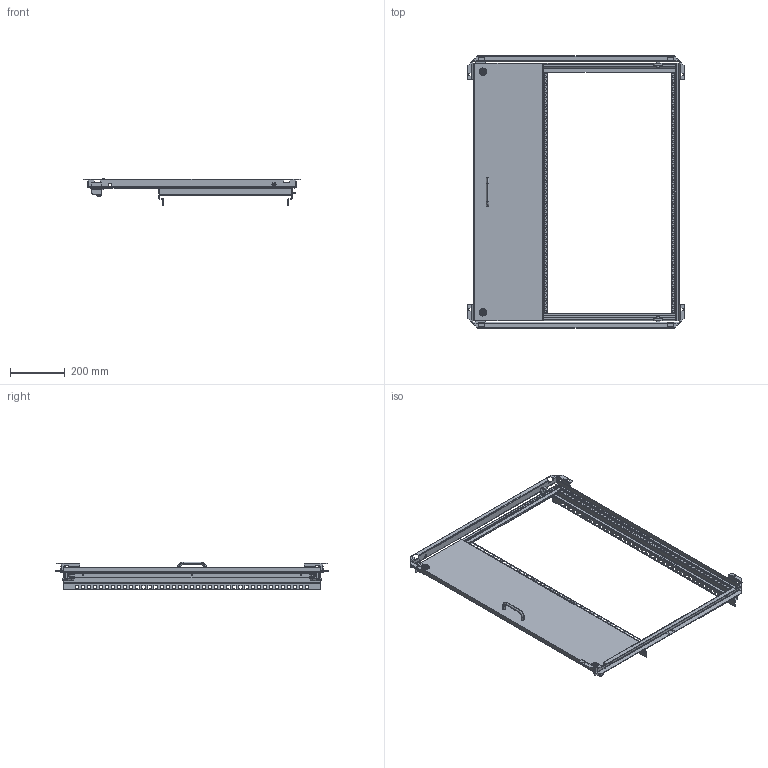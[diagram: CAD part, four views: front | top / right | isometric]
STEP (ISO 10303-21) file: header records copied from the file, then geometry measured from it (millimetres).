
FILE_DESCRIPTION((''),'2;1');
FILE_NAME('NSYVDM20U8P','2016-08-24T',('sesa52832'),('Schneider-Electric'),'PRO/ENGINEER BY PARAMETRIC TECHNOLOGY CORPORATION, 2015440','PRO/ENGINEER BY PARAMETRIC TECHNOLOGY CORPORATION, 2015440','');
FILE_SCHEMA(('CONFIG_CONTROL_DESIGN'));
Length unit declared in the file: millimetre
Products named in the file (1): NSYVDM20U8P
Bounding box: 794.5 x 997 x 102 mm (x, y, z)
Volume: 1341500.1 mm3; surface area: 1320096.7 mm2
Topology: 6 solids, 13 shells, 1939 faces, 5442 edges, 3504 vertices
Faces by surface type: plane 1365, cylinder 344, cone 154, torus 64, bspline 8, sphere 4
Entity records: 63748 total; most frequent: CARTESIAN_POINT 12655, ORIENTED_EDGE 10876, DIRECTION 10010, EDGE_CURVE 5438, VECTOR 4044, LINE 4044, VERTEX_POINT 3504, AXIS2_PLACEMENT_3D 2983
